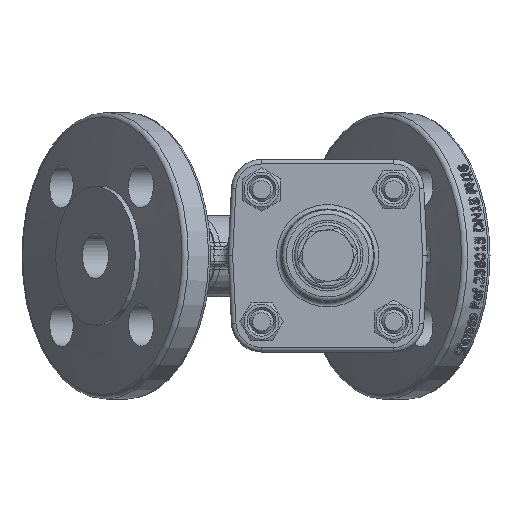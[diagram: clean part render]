
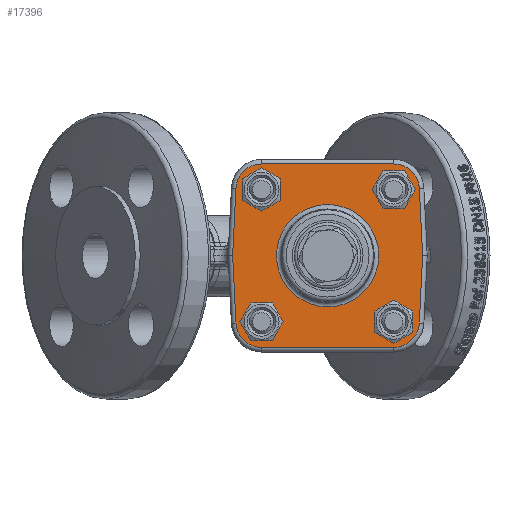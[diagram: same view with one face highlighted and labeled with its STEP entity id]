
A CAD part, top view. The second image highlights one B-rep face of the part: STEP entity #17396.
In plain terms, the highlighted planar face has unit normal (0, 0, 1).
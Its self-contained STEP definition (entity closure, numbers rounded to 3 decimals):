
#1498=PLANE('',#18927);
#1726=FACE_BOUND('',#6520,.T.);
#1727=FACE_BOUND('',#6521,.T.);
#1728=FACE_BOUND('',#6522,.T.);
#1729=FACE_BOUND('',#6523,.T.);
#1730=FACE_BOUND('',#6524,.T.);
#2756=LINE('',#57706,#3788);
#2757=LINE('',#57708,#3789);
#2758=LINE('',#57712,#3790);
#2759=LINE('',#57716,#3791);
#2760=LINE('',#57718,#3792);
#2761=LINE('',#57722,#3793);
#3788=VECTOR('',#22706,1000.);
#3789=VECTOR('',#22707,1000.);
#3790=VECTOR('',#22710,1000.);
#3791=VECTOR('',#22713,1000.);
#3792=VECTOR('',#22714,1000.);
#3793=VECTOR('',#22717,1000.);
#5242=FACE_OUTER_BOUND('',#6519,.T.);
#6519=EDGE_LOOP('',(#11117,#11118,#11119,#11120,#11121,#11122,#11123,#11124,
#11125,#11126));
#6520=EDGE_LOOP('',(#11127));
#6521=EDGE_LOOP('',(#11128));
#6522=EDGE_LOOP('',(#11129));
#6523=EDGE_LOOP('',(#11130));
#6524=EDGE_LOOP('',(#11131));
#11117=ORIENTED_EDGE('',*,*,#13794,.T.);
#11118=ORIENTED_EDGE('',*,*,#13795,.T.);
#11119=ORIENTED_EDGE('',*,*,#13796,.T.);
#11120=ORIENTED_EDGE('',*,*,#13797,.T.);
#11121=ORIENTED_EDGE('',*,*,#13798,.T.);
#11122=ORIENTED_EDGE('',*,*,#13799,.T.);
#11123=ORIENTED_EDGE('',*,*,#13800,.T.);
#11124=ORIENTED_EDGE('',*,*,#13801,.T.);
#11125=ORIENTED_EDGE('',*,*,#13802,.T.);
#11126=ORIENTED_EDGE('',*,*,#13803,.T.);
#11127=ORIENTED_EDGE('',*,*,#13775,.T.);
#11128=ORIENTED_EDGE('',*,*,#13777,.T.);
#11129=ORIENTED_EDGE('',*,*,#13779,.T.);
#11130=ORIENTED_EDGE('',*,*,#13781,.T.);
#11131=ORIENTED_EDGE('',*,*,#13786,.T.);
#13775=EDGE_CURVE('',#15460,#15460,#16225,.T.);
#13777=EDGE_CURVE('',#15462,#15462,#16227,.T.);
#13779=EDGE_CURVE('',#15464,#15464,#16229,.T.);
#13781=EDGE_CURVE('',#15466,#15466,#16231,.T.);
#13786=EDGE_CURVE('',#15471,#15471,#16236,.T.);
#13794=EDGE_CURVE('',#15479,#15480,#2756,.T.);
#13795=EDGE_CURVE('',#15480,#15481,#2757,.T.);
#13796=EDGE_CURVE('',#15481,#15482,#16244,.T.);
#13797=EDGE_CURVE('',#15482,#15483,#2758,.T.);
#13798=EDGE_CURVE('',#15483,#15484,#16245,.T.);
#13799=EDGE_CURVE('',#15484,#15485,#2759,.T.);
#13800=EDGE_CURVE('',#15485,#15486,#2760,.T.);
#13801=EDGE_CURVE('',#15486,#15487,#16246,.T.);
#13802=EDGE_CURVE('',#15487,#15488,#2761,.T.);
#13803=EDGE_CURVE('',#15488,#15479,#16247,.T.);
#15460=VERTEX_POINT('',#57655);
#15462=VERTEX_POINT('',#57660);
#15464=VERTEX_POINT('',#57665);
#15466=VERTEX_POINT('',#57670);
#15471=VERTEX_POINT('',#57682);
#15479=VERTEX_POINT('',#57704);
#15480=VERTEX_POINT('',#57705);
#15481=VERTEX_POINT('',#57707);
#15482=VERTEX_POINT('',#57709);
#15483=VERTEX_POINT('',#57711);
#15484=VERTEX_POINT('',#57713);
#15485=VERTEX_POINT('',#57715);
#15486=VERTEX_POINT('',#57717);
#15487=VERTEX_POINT('',#57719);
#15488=VERTEX_POINT('',#57721);
#16225=CIRCLE('',#18898,4.75);
#16227=CIRCLE('',#18901,4.75);
#16229=CIRCLE('',#18904,4.75);
#16231=CIRCLE('',#18907,4.75);
#16236=CIRCLE('',#18914,16.964);
#16244=CIRCLE('',#18928,8.5);
#16245=CIRCLE('',#18929,8.5);
#16246=CIRCLE('',#18930,8.5);
#16247=CIRCLE('',#18931,8.5);
#17396=ADVANCED_FACE('',(#5242,#1726,#1727,#1728,#1729,#1730),#1498,.T.);
#18898=AXIS2_PLACEMENT_3D('',#57656,#22646,#22647);
#18901=AXIS2_PLACEMENT_3D('',#57661,#22652,#22653);
#18904=AXIS2_PLACEMENT_3D('',#57666,#22658,#22659);
#18907=AXIS2_PLACEMENT_3D('',#57671,#22664,#22665);
#18914=AXIS2_PLACEMENT_3D('',#57683,#22678,#22679);
#18927=AXIS2_PLACEMENT_3D('',#57703,#22704,#22705);
#18928=AXIS2_PLACEMENT_3D('',#57710,#22708,#22709);
#18929=AXIS2_PLACEMENT_3D('',#57714,#22711,#22712);
#18930=AXIS2_PLACEMENT_3D('',#57720,#22715,#22716);
#18931=AXIS2_PLACEMENT_3D('',#57723,#22718,#22719);
#22646=DIRECTION('center_axis',(0.,0.,
-1.));
#22647=DIRECTION('ref_axis',(0.,1.,0.));
#22652=DIRECTION('center_axis',(0.,0.,
-1.));
#22653=DIRECTION('ref_axis',(1.,0.,0.));
#22658=DIRECTION('center_axis',(0.,0.,
-1.));
#22659=DIRECTION('ref_axis',(0.,-1.,0.));
#22664=DIRECTION('center_axis',(0.,0.,
-1.));
#22665=DIRECTION('ref_axis',(-1.,0.,0.));
#22678=DIRECTION('center_axis',(0.,0.,
-1.));
#22679=DIRECTION('ref_axis',(-1.,0.,0.));
#22704=DIRECTION('center_axis',(0.,0.,
1.));
#22705=DIRECTION('ref_axis',(-1.,0.,0.));
#22706=DIRECTION('',(0.049,0.999,0.));
#22707=DIRECTION('',(-0.049,0.999,0.));
#22708=DIRECTION('center_axis',(0.,0.,
1.));
#22709=DIRECTION('ref_axis',(-1.,0.,0.));
#22710=DIRECTION('',(-1.,0.,0.));
#22711=DIRECTION('center_axis',(0.,0.,
1.));
#22712=DIRECTION('ref_axis',(-1.,0.,0.));
#22713=DIRECTION('',(-0.049,-0.999,0.));
#22714=DIRECTION('',(0.049,-0.999,0.));
#22715=DIRECTION('center_axis',(0.,0.,
1.));
#22716=DIRECTION('ref_axis',(-1.,0.,0.));
#22717=DIRECTION('',(1.,0.,0.));
#22718=DIRECTION('center_axis',(0.,0.,
1.));
#22719=DIRECTION('ref_axis',(-1.,0.,0.));
#57655=CARTESIAN_POINT('',(-7.569,-26.67,15.));
#57656=CARTESIAN_POINT('Origin',(-7.569,-21.92,15.));
#57660=CARTESIAN_POINT('',(-56.16,-21.92,15.));
#57661=CARTESIAN_POINT('Origin',(-51.41,-21.92,15.));
#57665=CARTESIAN_POINT('',(-51.41,26.67,15.));
#57666=CARTESIAN_POINT('Origin',(-51.41,21.92,15.));
#57670=CARTESIAN_POINT('',(-2.819,21.92,15.));
#57671=CARTESIAN_POINT('Origin',(-7.569,21.92,15.));
#57682=CARTESIAN_POINT('',(-46.453,0.,15.));
#57683=CARTESIAN_POINT('Origin',(-29.489,0.,15.));
#57703=CARTESIAN_POINT('Origin',(-7.569,21.92,15.));
#57704=CARTESIAN_POINT('',(0.921,-22.334,15.));
#57705=CARTESIAN_POINT('',(2.009,0.,15.));
#57706=CARTESIAN_POINT('',(3.051,21.403,15.));
#57707=CARTESIAN_POINT('',(0.921,22.334,15.));
#57708=CARTESIAN_POINT('',(0.921,22.334,15.));
#57709=CARTESIAN_POINT('',(-7.569,30.42,15.));
#57710=CARTESIAN_POINT('Origin',(-7.569,21.92,15.));
#57711=CARTESIAN_POINT('',(-51.41,30.42,15.));
#57712=CARTESIAN_POINT('',(-51.41,30.42,15.));
#57713=CARTESIAN_POINT('',(-59.9,22.334,15.));
#57714=CARTESIAN_POINT('Origin',(-51.41,21.92,15.));
#57715=CARTESIAN_POINT('',(-60.988,0.,15.));
#57716=CARTESIAN_POINT('',(-59.796,24.464,15.));
#57717=CARTESIAN_POINT('',(-59.9,-22.334,15.));
#57718=CARTESIAN_POINT('',(-59.9,-22.334,15.));
#57719=CARTESIAN_POINT('',(-51.41,-30.42,15.));
#57720=CARTESIAN_POINT('Origin',(-51.41,-21.92,15.));
#57721=CARTESIAN_POINT('',(-7.569,-30.42,15.));
#57722=CARTESIAN_POINT('',(-7.569,-30.42,15.));
#57723=CARTESIAN_POINT('Origin',(-7.569,-21.92,15.));
